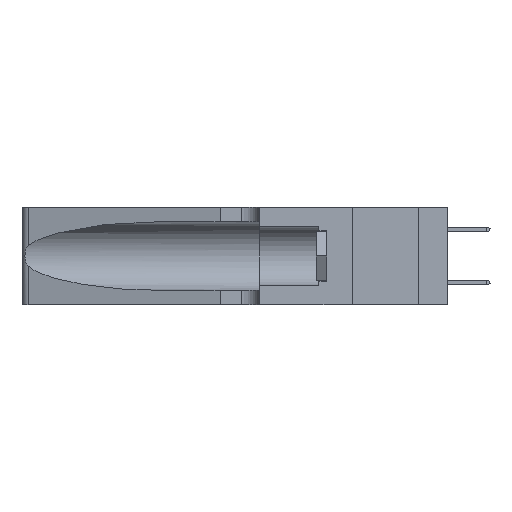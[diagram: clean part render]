
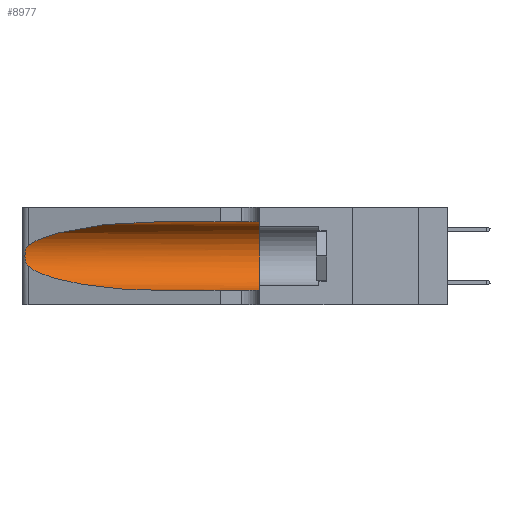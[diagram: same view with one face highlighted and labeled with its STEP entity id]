
A CAD part, left-side view. The second image highlights one B-rep face of the part: STEP entity #8977.
In plain terms, the highlighted cylindrical face has radius 3.308 mm (diameter 6.617 mm), a partial arc.
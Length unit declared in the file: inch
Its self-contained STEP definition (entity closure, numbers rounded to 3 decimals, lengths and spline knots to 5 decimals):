
#187 = ORIENTED_EDGE ( 'NONE', *, *, #18804, .T. ) ;
#931 = CARTESIAN_POINT ( 'NONE',  ( 0.1305, 1.61858, 0.185 ) ) ;
#1212 = DIRECTION ( 'NONE',  ( 0., 0., 1. ) ) ;
#2335 = CARTESIAN_POINT ( 'NONE',  ( 0.25487, 1.22718, 0.14631 ) ) ;
#3424 = EDGE_CURVE ( 'NONE', #13804, #11925, #28174, .T. ) ;
#4547 = ORIENTED_EDGE ( 'NONE', *, *, #3424, .F. ) ;
#4832 = LINE ( 'NONE', #32316, #23132 ) ;
#5599 = CARTESIAN_POINT ( 'NONE',  ( 0.1305, 0.72297, 0.31525 ) ) ;
#5692 = CARTESIAN_POINT ( 'NONE',  ( 0.25639, 1.23184, 0.21858 ) ) ;
#6109 = DIRECTION ( 'NONE',  ( 0., -1., 0. ) ) ;
#6431 = EDGE_CURVE ( 'NONE', #29553, #11394, #8059, .T. ) ;
#7926 = DIRECTION ( 'NONE',  ( 0., 0., -1. ) ) ;
#8059 =( BOUNDED_CURVE ( )  B_SPLINE_CURVE ( 3, ( #32666, #29234, #8720, #12184 ),
 .UNSPECIFIED., .F., .T. ) 
 B_SPLINE_CURVE_WITH_KNOTS ( ( 4, 4 ),
 ( 3.44316, 4.71239 ),
 .UNSPECIFIED. ) 
 CURVE ( )  GEOMETRIC_REPRESENTATION_ITEM ( )  RATIONAL_B_SPLINE_CURVE ( ( 1., 0.87, 0.87, 1. ) ) 
 REPRESENTATION_ITEM ( '' )  );
#8720 = CARTESIAN_POINT ( 'NONE',  ( 0.18966, 0.96281, 0.05475 ) ) ;
#8977 = ADVANCED_FACE ( 'NONE', ( #16509 ), #33639, .F. ) ;
#9175 = CARTESIAN_POINT ( 'NONE',  ( 0.25854, 1.2359, 0.20912 ) ) ;
#11394 = VERTEX_POINT ( 'NONE', #42689 ) ;
#11911 = CARTESIAN_POINT ( 'NONE',  ( 0.1305, 0.35, 0.05475 ) ) ;
#11925 = VERTEX_POINT ( 'NONE', #17996 ) ;
#12184 = CARTESIAN_POINT ( 'NONE',  ( 0.1305, 0.72297, 0.05475 ) ) ;
#12559 = CARTESIAN_POINT ( 'NONE',  ( 0.2373, 1.15595, 0.28018 ) ) ;
#12643 = CARTESIAN_POINT ( 'NONE',  ( 0.26075, 1.23896, 0.19203 ) ) ;
#13804 = VERTEX_POINT ( 'NONE', #33199 ) ;
#15273 = DIRECTION ( 'NONE',  ( 0., -1., 0. ) ) ;
#16071 = CARTESIAN_POINT ( 'NONE',  ( 0.26017, 1.23833, 0.17102 ) ) ;
#16509 = FACE_OUTER_BOUND ( 'NONE', #37468, .T. ) ;
#17480 = ORIENTED_EDGE ( 'NONE', *, *, #22809, .T. ) ;
#17985 = VECTOR ( 'NONE', #6109, 39.37008 ) ;
#17996 = CARTESIAN_POINT ( 'NONE',  ( 0.1305, 0.35, 0.31525 ) ) ;
#18531 = ORIENTED_EDGE ( 'NONE', *, *, #6431, .T. ) ;
#18804 = EDGE_CURVE ( 'NONE', #19017, #29553, #36591, .T. ) ;
#19017 = VERTEX_POINT ( 'NONE', #27433 ) ;
#19367 = CARTESIAN_POINT ( 'NONE',  ( 0.25555, 1.22994, 0.2215 ) ) ;
#19517 = CARTESIAN_POINT ( 'NONE',  ( 0.25789, 1.23486, 0.15765 ) ) ;
#20707 = ORIENTED_EDGE ( 'NONE', *, *, #30443, .T. ) ;
#20725 =( BOUNDED_CURVE ( )  B_SPLINE_CURVE ( 3, ( #5599, #26165, #12559, #36459 ),
 .UNSPECIFIED., .F., .F. ) 
 B_SPLINE_CURVE_WITH_KNOTS ( ( 4, 4 ),
 ( 1.5708, 2.84003 ),
 .UNSPECIFIED. ) 
 CURVE ( )  GEOMETRIC_REPRESENTATION_ITEM ( )  RATIONAL_B_SPLINE_CURVE ( ( 1., 0.87, 0.87, 1. ) ) 
 REPRESENTATION_ITEM ( '' )  );
#21308 = CIRCLE ( 'NONE', #27151, 0.13025 ) ;
#21867 = DIRECTION ( 'NONE',  ( 0., 1., 0. ) ) ;
#22809 = EDGE_CURVE ( 'NONE', #13804, #19017, #20725, .T. ) ;
#22967 = CARTESIAN_POINT ( 'NONE',  ( 0.25555, 1.22993, 0.14849 ) ) ;
#23132 = VECTOR ( 'NONE', #15273, 39.37008 ) ;
#25161 = DIRECTION ( 'NONE',  ( 0., -1., 0. ) ) ;
#25566 = AXIS2_PLACEMENT_3D ( 'NONE', #931, #25161, #7926 ) ;
#26165 = CARTESIAN_POINT ( 'NONE',  ( 0.18966, 0.96281, 0.31525 ) ) ;
#26778 = EDGE_CURVE ( 'NONE', #11925, #27543, #21308, .T. ) ;
#27151 = AXIS2_PLACEMENT_3D ( 'NONE', #42307, #21867, #1212 ) ;
#27433 = CARTESIAN_POINT ( 'NONE',  ( 0.25487, 1.22718, 0.22369 ) ) ;
#27543 = VERTEX_POINT ( 'NONE', #11911 ) ;
#28174 = LINE ( 'NONE', #30098, #17985 ) ;
#29234 = CARTESIAN_POINT ( 'NONE',  ( 0.2373, 1.15595, 0.08982 ) ) ;
#29553 = VERTEX_POINT ( 'NONE', #31197 ) ;
#29686 = CARTESIAN_POINT ( 'NONE',  ( 0.25787, 1.23484, 0.2124 ) ) ;
#30098 = CARTESIAN_POINT ( 'NONE',  ( 0.1305, 1.61858, 0.31525 ) ) ;
#30443 = EDGE_CURVE ( 'NONE', #11394, #27543, #4832, .T. ) ;
#31197 = CARTESIAN_POINT ( 'NONE',  ( 0.25487, 1.22718, 0.14631 ) ) ;
#32316 = CARTESIAN_POINT ( 'NONE',  ( 0.1305, 1.61858, 0.05475 ) ) ;
#32666 = CARTESIAN_POINT ( 'NONE',  ( 0.25487, 1.22718, 0.14631 ) ) ;
#33129 = CARTESIAN_POINT ( 'NONE',  ( 0.26018, 1.23835, 0.19895 ) ) ;
#33199 = CARTESIAN_POINT ( 'NONE',  ( 0.1305, 0.72297, 0.31525 ) ) ;
#33639 = CYLINDRICAL_SURFACE ( 'NONE', #25566, 0.13025 ) ;
#36459 = CARTESIAN_POINT ( 'NONE',  ( 0.25487, 1.22718, 0.22369 ) ) ;
#36547 = CARTESIAN_POINT ( 'NONE',  ( 0.26075, 1.23896, 0.178 ) ) ;
#36591 = B_SPLINE_CURVE_WITH_KNOTS ( 'NONE', 3,
 ( #39834, #19367, #5692, #29686, #9175, #33129, #12643, #36547, #16071, #39983, #19517, #43406, #22967, #2335 ),
 .UNSPECIFIED., .F., .F.,
 ( 4, 2, 2, 2, 2, 2, 4 ),
 ( 0., 0.00027, 0.00053, 0.00107, 0.0016, 0.00187, 0.00214 ),
 .UNSPECIFIED. ) ;
#37468 = EDGE_LOOP ( 'NONE', ( #17480, #187, #18531, #20707, #39938, #4547 ) ) ;
#39834 = CARTESIAN_POINT ( 'NONE',  ( 0.25487, 1.22718, 0.22369 ) ) ;
#39938 = ORIENTED_EDGE ( 'NONE', *, *, #26778, .F. ) ;
#39983 = CARTESIAN_POINT ( 'NONE',  ( 0.25856, 1.23593, 0.16098 ) ) ;
#42307 = CARTESIAN_POINT ( 'NONE',  ( 0.1305, 0.35, 0.185 ) ) ;
#42689 = CARTESIAN_POINT ( 'NONE',  ( 0.1305, 0.72297, 0.05475 ) ) ;
#43406 = CARTESIAN_POINT ( 'NONE',  ( 0.25639, 1.23186, 0.15144 ) ) ;
